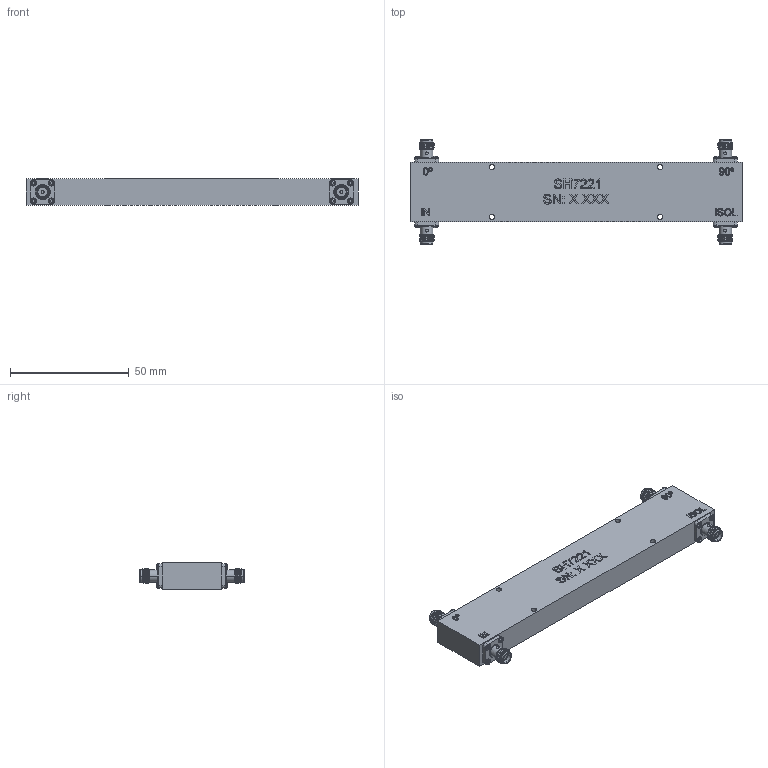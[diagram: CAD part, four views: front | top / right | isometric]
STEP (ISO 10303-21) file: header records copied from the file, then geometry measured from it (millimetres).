
FILE_DESCRIPTION (( 'STEP AP214' ), '1' );
FILE_NAME ('SH7221_3D.step', '2026-03-05T21:58:17', ( '' ), ( '' ), 'SwSTEP 2.0', 'SolidWorks 2025', '' );
FILE_SCHEMA (( 'AUTOMOTIVE_DESIGN' ));
Length unit declared in the file: inch
Products named in the file (1): SH7221_3D
Bounding box: 140 x 44.05 x 11 mm (x, y, z)
Volume: 39576.3 mm3; surface area: 12519.8 mm2
Topology: 1 solids, 21 shells, 1050 faces, 2727 edges, 1798 vertices
Faces by surface type: plane 536, bspline 198, cylinder 180, cone 128, torus 8
Entity records: 46628 total; most frequent: CARTESIAN_POINT 22960, ORIENTED_EDGE 5454, DIRECTION 4017, EDGE_CURVE 2727, VERTEX_POINT 1798, AXIS2_PLACEMENT_3D 1373, LINE 1271, VECTOR 1271
